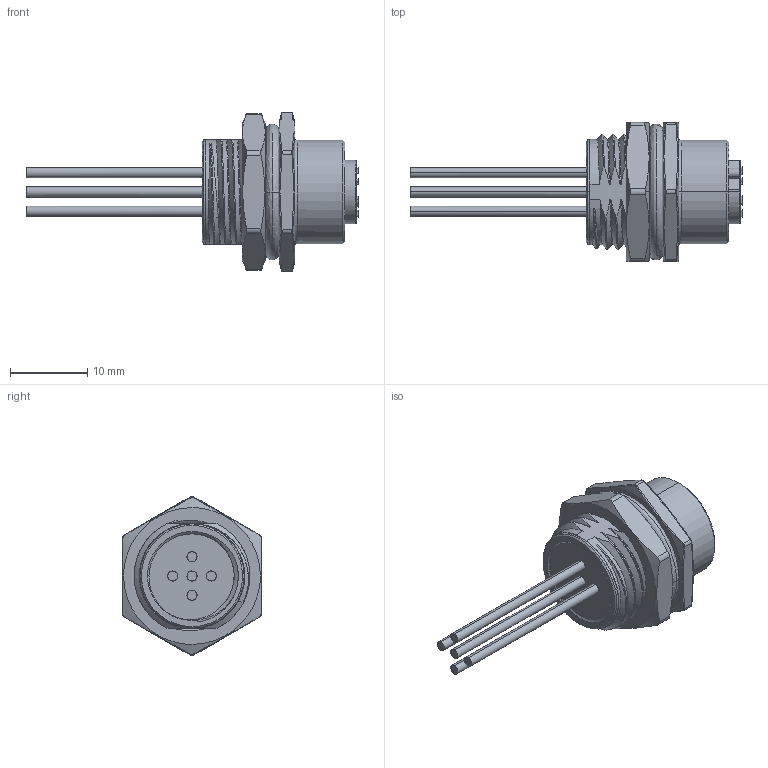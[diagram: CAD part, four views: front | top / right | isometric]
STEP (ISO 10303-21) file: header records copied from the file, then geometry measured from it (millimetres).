
FILE_DESCRIPTION (( 'STEP AP214' ), '1' );
FILE_NAME ('REC-M125BF-PG9R-L_3D.step', '2024-11-11T16:29:54', ( '' ), ( '' ), 'SwSTEP 2.0', 'SolidWorks 2022', '' );
FILE_SCHEMA (( 'AUTOMOTIVE_DESIGN' ));
Length unit declared in the file: inch
Products named in the file (1): REC-M125BF-PG9R-L_3D
Bounding box: 43 x 18 x 20.63 mm (x, y, z)
Volume: 3274.3 mm3; surface area: 4031.9 mm2
Topology: 2 solids, 2 shells, 622 faces, 1697 edges, 1098 vertices
Faces by surface type: bspline 205, cylinder 176, plane 173, cone 68
Entity records: 42233 total; most frequent: CARTESIAN_POINT 21235, ORIENTED_EDGE 3394, DIRECTION 1725, EDGE_CURVE 1697, VERTEX_POINT 1098, B_SPLINE_CURVE_WITH_KNOTS 905, EDGE_LOOP 665, VECTOR 635
